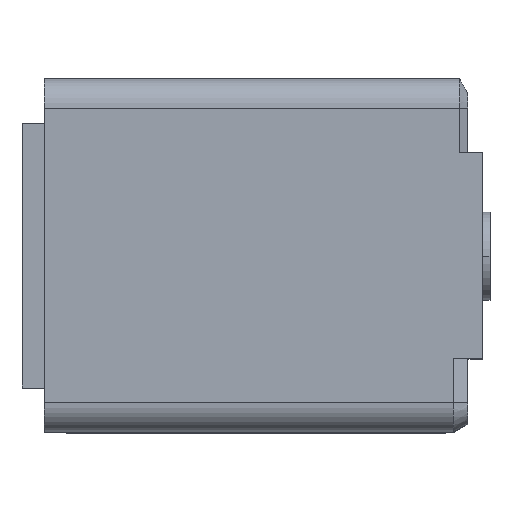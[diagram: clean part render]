
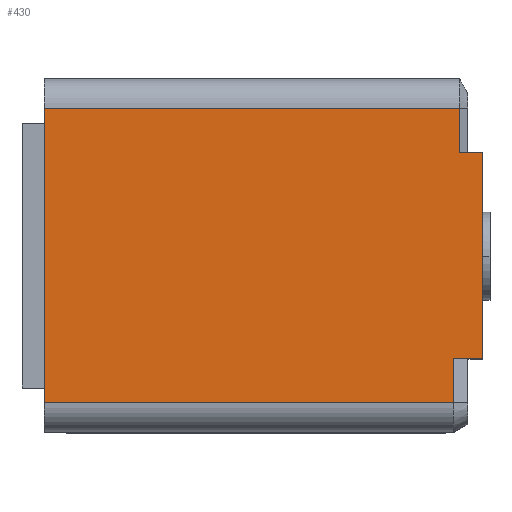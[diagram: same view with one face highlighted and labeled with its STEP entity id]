
A CAD part, top view. The second image highlights one B-rep face of the part: STEP entity #430.
In plain terms, the highlighted planar face has unit normal (0, 0, 1).
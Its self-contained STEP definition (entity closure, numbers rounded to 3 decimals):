
#23 = VECTOR ( 'NONE', #2302, 1000. ) ;
#63 = DIRECTION ( 'NONE',  ( -1., 0., 0. ) ) ;
#73 = EDGE_CURVE ( 'NONE', #2627, #2292, #1870, .T. ) ;
#95 = EDGE_LOOP ( 'NONE', ( #1877, #234, #506, #2286, #2268, #1007, #2335, #210 ) ) ;
#170 = VECTOR ( 'NONE', #63, 1000. ) ;
#210 = ORIENTED_EDGE ( 'NONE', *, *, #73, .T. ) ;
#212 = PLANE ( 'NONE',  #1892 ) ;
#234 = ORIENTED_EDGE ( 'NONE', *, *, #723, .T. ) ;
#290 = EDGE_CURVE ( 'NONE', #1144, #803, #997, .T. ) ;
#303 = LINE ( 'NONE', #873, #938 ) ;
#348 = DIRECTION ( 'NONE',  ( -1., 0., 0. ) ) ;
#363 = CARTESIAN_POINT ( 'NONE',  ( 25.8, 10., 22.8 ) ) ;
#430 = ADVANCED_FACE ( 'NONE', ( #594 ), #212, .F. ) ;
#439 = LINE ( 'NONE', #1684, #23 ) ;
#473 = CARTESIAN_POINT ( 'NONE',  ( 28.3, 7., 22.8 ) ) ;
#506 = ORIENTED_EDGE ( 'NONE', *, *, #1501, .F. ) ;
#583 = CARTESIAN_POINT ( 'NONE',  ( 28.3, 7., 22.8 ) ) ;
#594 = FACE_OUTER_BOUND ( 'NONE', #95, .T. ) ;
#609 = VECTOR ( 'NONE', #348, 1000. ) ;
#720 = VERTEX_POINT ( 'NONE', #1588 ) ;
#723 = EDGE_CURVE ( 'NONE', #738, #789, #1402, .T. ) ;
#738 = VERTEX_POINT ( 'NONE', #969 ) ;
#766 = CARTESIAN_POINT ( 'NONE',  ( 26.3, -7., 22.8 ) ) ;
#787 = LINE ( 'NONE', #363, #609 ) ;
#789 = VERTEX_POINT ( 'NONE', #766 ) ;
#803 = VERTEX_POINT ( 'NONE', #2606 ) ;
#843 = VERTEX_POINT ( 'NONE', #583 ) ;
#873 = CARTESIAN_POINT ( 'NONE',  ( 28.3, 7., 22.8 ) ) ;
#920 = CARTESIAN_POINT ( 'NONE',  ( -1.5, 12., 22.8 ) ) ;
#938 = VECTOR ( 'NONE', #2525, 1000. ) ;
#969 = CARTESIAN_POINT ( 'NONE',  ( 26.3, -10., 22.8 ) ) ;
#997 = LINE ( 'NONE', #1613, #1651 ) ;
#1007 = ORIENTED_EDGE ( 'NONE', *, *, #290, .T. ) ;
#1018 = VECTOR ( 'NONE', #1387, 1000. ) ;
#1038 = CARTESIAN_POINT ( 'NONE',  ( 25.8, -10., 22.8 ) ) ;
#1144 = VERTEX_POINT ( 'NONE', #1888 ) ;
#1228 = DIRECTION ( 'NONE',  ( 0., 0., -1. ) ) ;
#1319 = LINE ( 'NONE', #473, #170 ) ;
#1387 = DIRECTION ( 'NONE',  ( 0., 1., 0. ) ) ;
#1402 = LINE ( 'NONE', #2441, #1018 ) ;
#1501 = EDGE_CURVE ( 'NONE', #720, #789, #439, .T. ) ;
#1588 = CARTESIAN_POINT ( 'NONE',  ( 28.3, -7., 22.8 ) ) ;
#1613 = CARTESIAN_POINT ( 'NONE',  ( 26.723, -12., 22.8 ) ) ;
#1626 = DIRECTION ( 'NONE',  ( -1., 0., 0. ) ) ;
#1651 = VECTOR ( 'NONE', #1795, 1000. ) ;
#1684 = CARTESIAN_POINT ( 'NONE',  ( 28.3, -7., 22.8 ) ) ;
#1795 = DIRECTION ( 'NONE',  ( 0., 1., 0. ) ) ;
#1842 = EDGE_CURVE ( 'NONE', #803, #2627, #787, .T. ) ;
#1854 = CARTESIAN_POINT ( 'NONE',  ( 25.8, -12., 22.8 ) ) ;
#1870 = LINE ( 'NONE', #920, #2471 ) ;
#1877 = ORIENTED_EDGE ( 'NONE', *, *, #2564, .T. ) ;
#1888 = CARTESIAN_POINT ( 'NONE',  ( 26.723, 7., 22.8 ) ) ;
#1892 = AXIS2_PLACEMENT_3D ( 'NONE', #1854, #1228, #1626 ) ;
#1918 = DIRECTION ( 'NONE',  ( 0., -1., 0. ) ) ;
#2039 = DIRECTION ( 'NONE',  ( 1., 0., 0. ) ) ;
#2102 = CARTESIAN_POINT ( 'NONE',  ( -1.5, 10., 22.8 ) ) ;
#2188 = CARTESIAN_POINT ( 'NONE',  ( -1.5, -10., 22.8 ) ) ;
#2257 = LINE ( 'NONE', #1038, #2353 ) ;
#2268 = ORIENTED_EDGE ( 'NONE', *, *, #2649, .T. ) ;
#2286 = ORIENTED_EDGE ( 'NONE', *, *, #2620, .F. ) ;
#2292 = VERTEX_POINT ( 'NONE', #2188 ) ;
#2302 = DIRECTION ( 'NONE',  ( -1., 0., 0. ) ) ;
#2335 = ORIENTED_EDGE ( 'NONE', *, *, #1842, .T. ) ;
#2353 = VECTOR ( 'NONE', #2039, 1000. ) ;
#2441 = CARTESIAN_POINT ( 'NONE',  ( 26.3, -12., 22.8 ) ) ;
#2471 = VECTOR ( 'NONE', #1918, 1000. ) ;
#2525 = DIRECTION ( 'NONE',  ( 0., -1., 0. ) ) ;
#2564 = EDGE_CURVE ( 'NONE', #2292, #738, #2257, .T. ) ;
#2606 = CARTESIAN_POINT ( 'NONE',  ( 26.723, 10., 22.8 ) ) ;
#2620 = EDGE_CURVE ( 'NONE', #843, #720, #303, .T. ) ;
#2627 = VERTEX_POINT ( 'NONE', #2102 ) ;
#2649 = EDGE_CURVE ( 'NONE', #843, #1144, #1319, .T. ) ;
